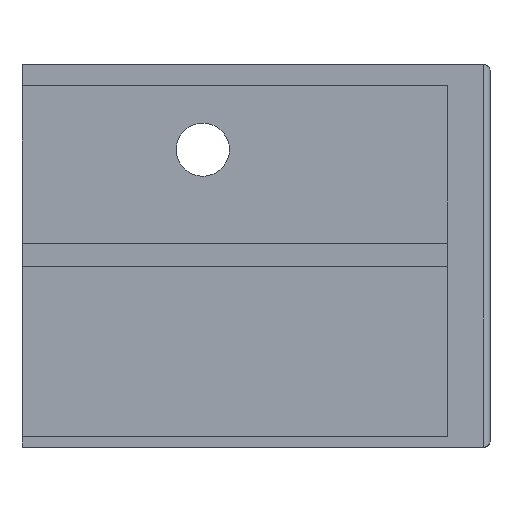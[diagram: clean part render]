
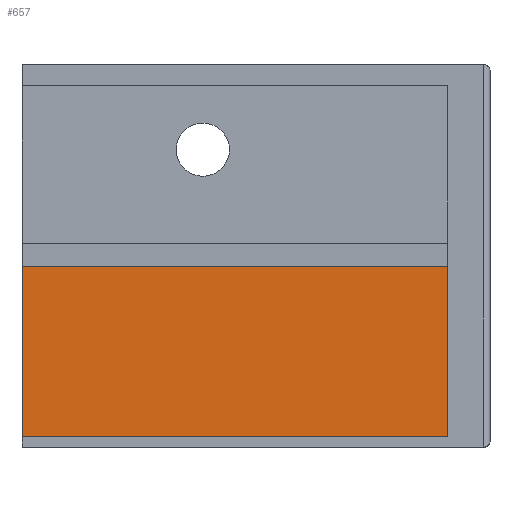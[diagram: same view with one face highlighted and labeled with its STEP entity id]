
A CAD part, top view. The second image highlights one B-rep face of the part: STEP entity #657.
In plain terms, the highlighted planar face has unit normal (0, 0, 1).
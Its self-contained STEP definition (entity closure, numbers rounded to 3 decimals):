
#33=PLANE('',#739);
#75=FACE_OUTER_BOUND('',#115,.T.);
#115=EDGE_LOOP('',(#584,#585,#586,#587));
#185=LINE('',#1087,#242);
#188=LINE('',#1095,#245);
#207=LINE('',#1145,#264);
#208=LINE('',#1147,#265);
#242=VECTOR('',#863,10.);
#245=VECTOR('',#870,10.);
#264=VECTOR('',#921,10.);
#265=VECTOR('',#924,10.);
#310=VERTEX_POINT('',#1084);
#311=VERTEX_POINT('',#1086);
#313=VERTEX_POINT('',#1092);
#314=VERTEX_POINT('',#1094);
#389=EDGE_CURVE('',#310,#311,#185,.T.);
#393=EDGE_CURVE('',#313,#314,#188,.T.);
#419=EDGE_CURVE('',#310,#314,#207,.T.);
#420=EDGE_CURVE('',#311,#313,#208,.T.);
#584=ORIENTED_EDGE('',*,*,#389,.F.);
#585=ORIENTED_EDGE('',*,*,#419,.T.);
#586=ORIENTED_EDGE('',*,*,#393,.F.);
#587=ORIENTED_EDGE('',*,*,#420,.F.);
#657=ADVANCED_FACE('',(#75),#33,.T.);
#739=AXIS2_PLACEMENT_3D('',#1146,#922,#923);
#863=DIRECTION('',(0.,-1.,0.));
#870=DIRECTION('',(0.,1.,0.));
#921=DIRECTION('',(-1.,0.,0.));
#922=DIRECTION('center_axis',(0.,0.,1.));
#923=DIRECTION('ref_axis',(0.,1.,0.));
#924=DIRECTION('',(-1.,0.,0.));
#1084=CARTESIAN_POINT('',(-87.,15.,8.));
#1086=CARTESIAN_POINT('',(-87.,-1.,8.));
#1087=CARTESIAN_POINT('',(-87.,5.,8.));
#1092=CARTESIAN_POINT('',(-127.,-1.,8.));
#1094=CARTESIAN_POINT('',(-127.,15.,8.));
#1095=CARTESIAN_POINT('',(-127.,-1.,8.));
#1145=CARTESIAN_POINT('',(-87.,15.,8.));
#1146=CARTESIAN_POINT('Origin',(-87.,-1.,8.));
#1147=CARTESIAN_POINT('',(-87.,-1.,8.));
